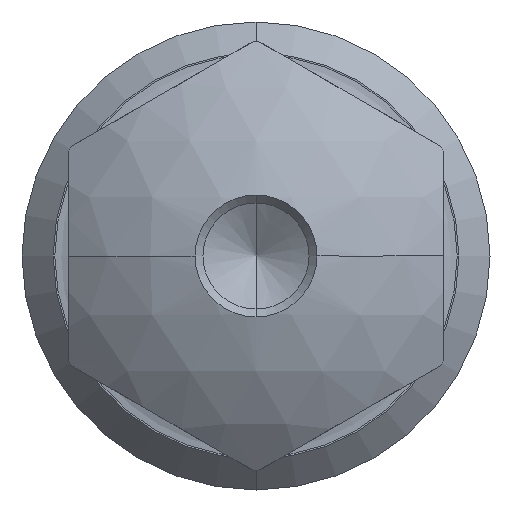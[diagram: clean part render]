
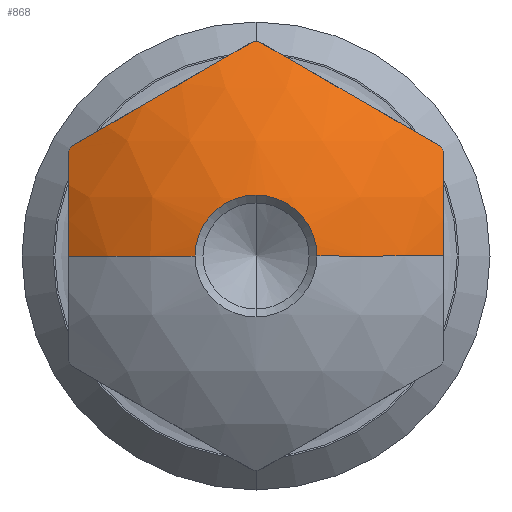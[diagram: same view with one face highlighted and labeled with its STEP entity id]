
A CAD part, front view. The second image highlights one B-rep face of the part: STEP entity #868.
In plain terms, the highlighted spherical face has radius 20 mm.
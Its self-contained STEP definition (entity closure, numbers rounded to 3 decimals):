
#7 = EDGE_CURVE ( 'NONE', #441, #375, #122, .T. ) ;
#8 = VERTEX_POINT ( 'NONE', #645 ) ;
#25 = AXIS2_PLACEMENT_3D ( 'NONE', #547, #1252, #653 ) ;
#34 = EDGE_CURVE ( 'NONE', #818, #655, #93, .T. ) ;
#37 = CIRCLE ( 'NONE', #582, 16. ) ;
#43 = CARTESIAN_POINT ( 'NONE',  ( 0., -10.815, 0. ) ) ;
#52 = DIRECTION ( 'NONE',  ( 0., 0., 1. ) ) ;
#61 = VERTEX_POINT ( 'NONE', #711 ) ;
#73 = DIRECTION ( 'NONE',  ( 0., 1., 0. ) ) ;
#74 = VERTEX_POINT ( 'NONE', #580 ) ;
#82 = DIRECTION ( 'NONE',  ( 0., 0., 1. ) ) ;
#93 = CIRCLE ( 'NONE', #856, 13.75 ) ;
#97 = AXIS2_PLACEMENT_3D ( 'NONE', #424, #420, #414 ) ;
#99 = CARTESIAN_POINT ( 'NONE',  ( 11.814, -10.815, 7.036 ) ) ;
#101 = VERTEX_POINT ( 'NONE', #914 ) ;
#106 = SPHERICAL_SURFACE ( 'NONE', #303, 20. ) ;
#122 = CIRCLE ( 'NONE', #1271, 13.75 ) ;
#129 = ORIENTED_EDGE ( 'NONE', *, *, #1239, .T. ) ;
#159 = DIRECTION ( 'NONE',  ( 0., 1., 0. ) ) ;
#169 = DIRECTION ( 'NONE',  ( 0., 0., -1. ) ) ;
#180 = CARTESIAN_POINT ( 'NONE',  ( 0., -10.815, 0. ) ) ;
#221 = CIRCLE ( 'NONE', #1056, 13.75 ) ;
#256 = DIRECTION ( 'NONE',  ( 0., 1., 0. ) ) ;
#303 = AXIS2_PLACEMENT_3D ( 'NONE', #981, #878, #670 ) ;
#331 = DIRECTION ( 'NONE',  ( -0.866, 0., 0.5 ) ) ;
#349 = VERTEX_POINT ( 'NONE', #721 ) ;
#375 = VERTEX_POINT ( 'NONE', #509 ) ;
#414 = DIRECTION ( 'NONE',  ( -0.866, 0., -0.5 ) ) ;
#417 = CIRCLE ( 'NONE', #1137, 20. ) ;
#420 = DIRECTION ( 'NONE',  ( -0.5, 0., 0.866 ) ) ;
#424 = CARTESIAN_POINT ( 'NONE',  ( -6., 3.709, 10.392 ) ) ;
#428 = CIRCLE ( 'NONE', #25, 3.906 ) ;
#430 = DIRECTION ( 'NONE',  ( 0.5, 0., 0.866 ) ) ;
#433 = CARTESIAN_POINT ( 'NONE',  ( 6., 3.709, 10.392 ) ) ;
#441 = VERTEX_POINT ( 'NONE', #99 ) ;
#462 = EDGE_CURVE ( 'NONE', #74, #818, #545, .T. ) ;
#481 = DIRECTION ( 'NONE',  ( 1., 0., 0. ) ) ;
#486 = CIRCLE ( 'NONE', #740, 16. ) ;
#497 = CIRCLE ( 'NONE', #888, 3.906 ) ;
#509 = CARTESIAN_POINT ( 'NONE',  ( 12., -10.815, 6.713 ) ) ;
#520 = CIRCLE ( 'NONE', #1224, 13.75 ) ;
#529 = DIRECTION ( 'NONE',  ( 0., 0., 1. ) ) ;
#545 = CIRCLE ( 'NONE', #97, 16. ) ;
#547 = CARTESIAN_POINT ( 'NONE',  ( 0., -15.906, 0. ) ) ;
#555 = EDGE_CURVE ( 'NONE', #101, #349, #486, .T. ) ;
#557 = EDGE_CURVE ( 'NONE', #855, #441, #1233, .T. ) ;
#561 = CARTESIAN_POINT ( 'NONE',  ( 0.186, -10.815, 13.749 ) ) ;
#580 = CARTESIAN_POINT ( 'NONE',  ( -11.814, -10.815, 7.036 ) ) ;
#582 = AXIS2_PLACEMENT_3D ( 'NONE', #1093, #481, #1194 ) ;
#597 = ORIENTED_EDGE ( 'NONE', *, *, #7, .F. ) ;
#611 = EDGE_CURVE ( 'NONE', #8, #729, #417, .T. ) ;
#639 = DIRECTION ( 'NONE',  ( 0., 0., -1. ) ) ;
#644 = DIRECTION ( 'NONE',  ( -1., 0., 0. ) ) ;
#645 = CARTESIAN_POINT ( 'NONE',  ( 3.906, -15.906, 0. ) ) ;
#647 = CARTESIAN_POINT ( 'NONE',  ( -12., 3.709, 0. ) ) ;
#653 = DIRECTION ( 'NONE',  ( 0., 0., 1. ) ) ;
#655 = VERTEX_POINT ( 'NONE', #1100 ) ;
#663 = DIRECTION ( 'NONE',  ( 1., 0., 0. ) ) ;
#670 = DIRECTION ( 'NONE',  ( -1., 0., 0. ) ) ;
#691 = CARTESIAN_POINT ( 'NONE',  ( 12., -12.291, 0. ) ) ;
#696 = DIRECTION ( 'NONE',  ( 0., 0., 1. ) ) ;
#703 = DIRECTION ( 'NONE',  ( 0., 1., 0. ) ) ;
#711 = CARTESIAN_POINT ( 'NONE',  ( 0., -15.906, 3.906 ) ) ;
#715 = CARTESIAN_POINT ( 'NONE',  ( 0., -15.906, 0. ) ) ;
#721 = CARTESIAN_POINT ( 'NONE',  ( -12., -10.815, 6.713 ) ) ;
#727 = AXIS2_PLACEMENT_3D ( 'NONE', #801, #169, #912 ) ;
#729 = VERTEX_POINT ( 'NONE', #691 ) ;
#731 = ORIENTED_EDGE ( 'NONE', *, *, #774, .T. ) ;
#740 = AXIS2_PLACEMENT_3D ( 'NONE', #647, #644, #639 ) ;
#753 = CARTESIAN_POINT ( 'NONE',  ( 0., -10.815, 0. ) ) ;
#756 = ORIENTED_EDGE ( 'NONE', *, *, #34, .F. ) ;
#774 = EDGE_CURVE ( 'NONE', #61, #8, #497, .T. ) ;
#793 = ORIENTED_EDGE ( 'NONE', *, *, #462, .F. ) ;
#794 = CARTESIAN_POINT ( 'NONE',  ( 0., -10.815, 0. ) ) ;
#801 = CARTESIAN_POINT ( 'NONE',  ( 0., 3.709, 0. ) ) ;
#813 = DIRECTION ( 'NONE',  ( 0., 0., 1. ) ) ;
#818 = VERTEX_POINT ( 'NONE', #1018 ) ;
#821 = CIRCLE ( 'NONE', #727, 20. ) ;
#824 = EDGE_CURVE ( 'NONE', #349, #74, #520, .T. ) ;
#831 = ORIENTED_EDGE ( 'NONE', *, *, #951, .F. ) ;
#842 = DIRECTION ( 'NONE',  ( 0., 1., 0. ) ) ;
#855 = VERTEX_POINT ( 'NONE', #561 ) ;
#856 = AXIS2_PLACEMENT_3D ( 'NONE', #180, #703, #52 ) ;
#868 = ADVANCED_FACE ( 'NONE', ( #945 ), #106, .T. ) ;
#869 = AXIS2_PLACEMENT_3D ( 'NONE', #433, #430, #331 ) ;
#878 = DIRECTION ( 'NONE',  ( 0., 0., 1. ) ) ;
#888 = AXIS2_PLACEMENT_3D ( 'NONE', #715, #73, #813 ) ;
#900 = DIRECTION ( 'NONE',  ( 0., 0., 1. ) ) ;
#912 = DIRECTION ( 'NONE',  ( -1., 0., 0. ) ) ;
#914 = CARTESIAN_POINT ( 'NONE',  ( -12., -12.291, 0. ) ) ;
#945 = FACE_OUTER_BOUND ( 'NONE', #956, .T. ) ;
#951 = EDGE_CURVE ( 'NONE', #375, #729, #37, .T. ) ;
#956 = EDGE_LOOP ( 'NONE', ( #129, #731, #1124, #831, #597, #1203, #1096, #756, #793, #957, #1197, #1048 ) ) ;
#957 = ORIENTED_EDGE ( 'NONE', *, *, #824, .F. ) ;
#974 = EDGE_CURVE ( 'NONE', #1134, #101, #821, .T. ) ;
#978 = EDGE_CURVE ( 'NONE', #655, #855, #221, .T. ) ;
#981 = CARTESIAN_POINT ( 'NONE',  ( 0., 3.709, 0. ) ) ;
#1018 = CARTESIAN_POINT ( 'NONE',  ( -0.186, -10.815, 13.749 ) ) ;
#1048 = ORIENTED_EDGE ( 'NONE', *, *, #974, .F. ) ;
#1056 = AXIS2_PLACEMENT_3D ( 'NONE', #794, #159, #900 ) ;
#1093 = CARTESIAN_POINT ( 'NONE',  ( 12., 3.709, 0. ) ) ;
#1096 = ORIENTED_EDGE ( 'NONE', *, *, #978, .F. ) ;
#1100 = CARTESIAN_POINT ( 'NONE',  ( 0., -10.815, 13.75 ) ) ;
#1114 = CARTESIAN_POINT ( 'NONE',  ( 0., 3.709, 0. ) ) ;
#1124 = ORIENTED_EDGE ( 'NONE', *, *, #611, .T. ) ;
#1134 = VERTEX_POINT ( 'NONE', #1318 ) ;
#1137 = AXIS2_PLACEMENT_3D ( 'NONE', #1114, #696, #663 ) ;
#1194 = DIRECTION ( 'NONE',  ( 0., 0., 1. ) ) ;
#1197 = ORIENTED_EDGE ( 'NONE', *, *, #555, .F. ) ;
#1203 = ORIENTED_EDGE ( 'NONE', *, *, #557, .F. ) ;
#1224 = AXIS2_PLACEMENT_3D ( 'NONE', #43, #256, #82 ) ;
#1233 = CIRCLE ( 'NONE', #869, 16. ) ;
#1239 = EDGE_CURVE ( 'NONE', #1134, #61, #428, .T. ) ;
#1252 = DIRECTION ( 'NONE',  ( 0., 1., 0. ) ) ;
#1271 = AXIS2_PLACEMENT_3D ( 'NONE', #753, #842, #529 ) ;
#1318 = CARTESIAN_POINT ( 'NONE',  ( -3.906, -15.906, 0. ) ) ;
